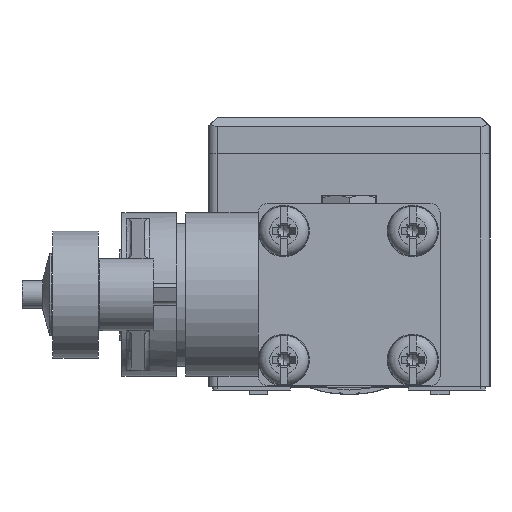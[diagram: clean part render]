
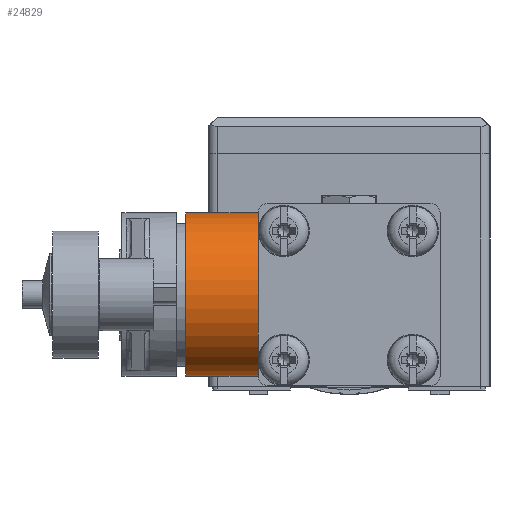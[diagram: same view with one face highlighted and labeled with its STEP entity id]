
A CAD part, left-side view. The second image highlights one B-rep face of the part: STEP entity #24829.
In plain terms, the highlighted cylindrical face has radius 9 mm (diameter 18 mm), a partial arc.
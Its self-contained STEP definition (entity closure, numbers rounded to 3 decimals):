
#3337 = VERTEX_POINT ( 'NONE', #36138 ) ;
#3587 = CARTESIAN_POINT ( 'NONE',  ( 18., 13.5, 0. ) ) ;
#3937 = CARTESIAN_POINT ( 'NONE',  ( 10., 13.5, 9. ) ) ;
#4942 = DIRECTION ( 'NONE',  ( 0., 0., 1. ) ) ;
#5439 = LINE ( 'NONE', #12204, #29480 ) ;
#5802 = CIRCLE ( 'NONE', #14330, 9. ) ;
#6328 = AXIS2_PLACEMENT_3D ( 'NONE', #22922, #54534, #4942 ) ;
#6717 = VERTEX_POINT ( 'NONE', #3937 ) ;
#7406 = CARTESIAN_POINT ( 'NONE',  ( 18., 13.5, -9. ) ) ;
#8102 = DIRECTION ( 'NONE',  ( 0., 0., -1. ) ) ;
#9345 = VERTEX_POINT ( 'NONE', #15421 ) ;
#9349 = EDGE_CURVE ( 'NONE', #57767, #9345, #39786, .T. ) ;
#10779 = CYLINDRICAL_SURFACE ( 'NONE', #6328, 9. ) ;
#11037 = DIRECTION ( 'NONE',  ( 1., 0., 0. ) ) ;
#11105 = ORIENTED_EDGE ( 'NONE', *, *, #55027, .T. ) ;
#12204 = CARTESIAN_POINT ( 'NONE',  ( 18., 13.5, 9. ) ) ;
#13310 = CIRCLE ( 'NONE', #14226, 9. ) ;
#13480 = ORIENTED_EDGE ( 'NONE', *, *, #23088, .F. ) ;
#14226 = AXIS2_PLACEMENT_3D ( 'NONE', #3587, #35156, #8102 ) ;
#14330 = AXIS2_PLACEMENT_3D ( 'NONE', #22459, #54078, #27017 ) ;
#15072 = FACE_OUTER_BOUND ( 'NONE', #53906, .T. ) ;
#15421 = CARTESIAN_POINT ( 'NONE',  ( 10., 22.5, 0. ) ) ;
#16732 = DIRECTION ( 'NONE',  ( -1., 0., 0. ) ) ;
#20128 = ORIENTED_EDGE ( 'NONE', *, *, #47410, .F. ) ;
#22459 = CARTESIAN_POINT ( 'NONE',  ( 10., 13.5, 0. ) ) ;
#22922 = CARTESIAN_POINT ( 'NONE',  ( 18., 13.5, 0. ) ) ;
#23088 = EDGE_CURVE ( 'NONE', #3337, #35324, #13310, .T. ) ;
#24829 = ADVANCED_FACE ( 'NONE', ( #15072 ), #10779, .T. ) ;
#25341 = EDGE_CURVE ( 'NONE', #9345, #6717, #5802, .T. ) ;
#26852 = CARTESIAN_POINT ( 'NONE',  ( 10., 13.5, -9. ) ) ;
#27017 = DIRECTION ( 'NONE',  ( 0., 0., -1. ) ) ;
#29480 = VECTOR ( 'NONE', #44213, 1000. ) ;
#35156 = DIRECTION ( 'NONE',  ( 1., 0., 0. ) ) ;
#35324 = VERTEX_POINT ( 'NONE', #38246 ) ;
#36138 = CARTESIAN_POINT ( 'NONE',  ( 18., 13.5, -9. ) ) ;
#36863 = ORIENTED_EDGE ( 'NONE', *, *, #25341, .T. ) ;
#38121 = CARTESIAN_POINT ( 'NONE',  ( 10., 13.5, 0. ) ) ;
#38246 = CARTESIAN_POINT ( 'NONE',  ( 18., 13.5, 9. ) ) ;
#39027 = VECTOR ( 'NONE', #16732, 1000. ) ;
#39786 = CIRCLE ( 'NONE', #55411, 9. ) ;
#42677 = DIRECTION ( 'NONE',  ( 0., 0., -1. ) ) ;
#44213 = DIRECTION ( 'NONE',  ( -1., 0., 0. ) ) ;
#47410 = EDGE_CURVE ( 'NONE', #35324, #6717, #5439, .T. ) ;
#49652 = LINE ( 'NONE', #7406, #39027 ) ;
#49986 = ORIENTED_EDGE ( 'NONE', *, *, #9349, .T. ) ;
#53906 = EDGE_LOOP ( 'NONE', ( #13480, #11105, #49986, #36863, #20128 ) ) ;
#54078 = DIRECTION ( 'NONE',  ( 1., 0., 0. ) ) ;
#54534 = DIRECTION ( 'NONE',  ( -1., 0., 0. ) ) ;
#55027 = EDGE_CURVE ( 'NONE', #3337, #57767, #49652, .T. ) ;
#55411 = AXIS2_PLACEMENT_3D ( 'NONE', #38121, #11037, #42677 ) ;
#57767 = VERTEX_POINT ( 'NONE', #26852 ) ;
